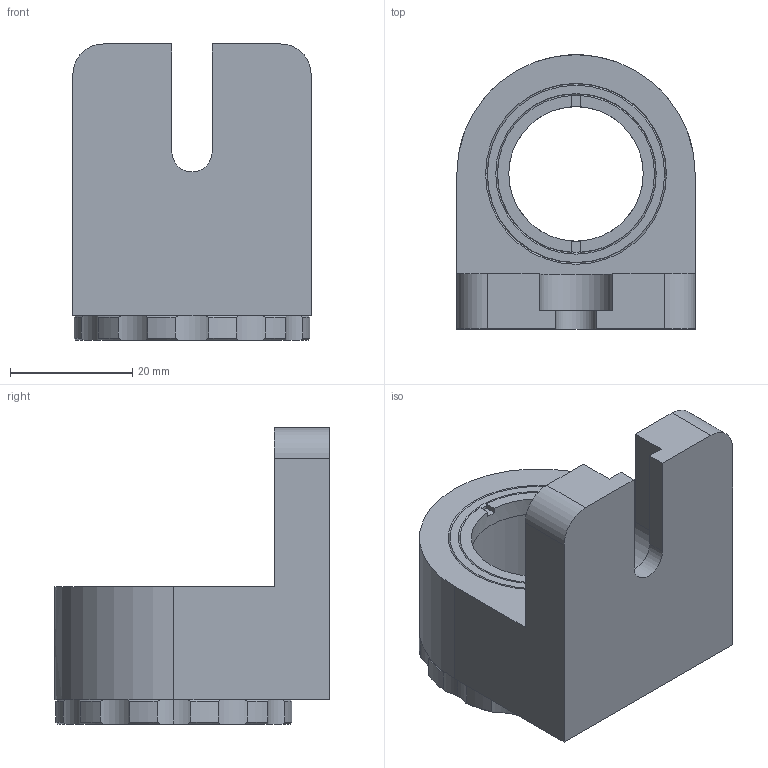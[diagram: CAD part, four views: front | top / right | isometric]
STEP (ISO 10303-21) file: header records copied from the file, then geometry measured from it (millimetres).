
FILE_DESCRIPTION (( 'STEP AP203' ), '1' );
FILE_NAME ('Web Model 36411_36411.step', '2017-10-30T18:34:50', ( '' ), ( '' ), 'SwSTEP 2.0', 'SolidWorks 2016', '' );
FILE_SCHEMA (( 'CONFIG_CONTROL_DESIGN' ));
Length unit declared in the file: millimetre
Products named in the file (1): Web Model 36411_36411
Bounding box: 39 x 44.9 x 48.45 mm (x, y, z)
Volume: 30714.7 mm3; surface area: 15270 mm2
Topology: 5 solids, 5 shells, 157 faces, 398 edges, 254 vertices
Faces by surface type: cylinder 54, cone 53, plane 48, bspline 2
Entity records: 6067 total; most frequent: CARTESIAN_POINT 2191, DIRECTION 806, ORIENTED_EDGE 796, EDGE_CURVE 398, AXIS2_PLACEMENT_3D 325, VERTEX_POINT 254, EDGE_LOOP 170, CIRCLE 169
